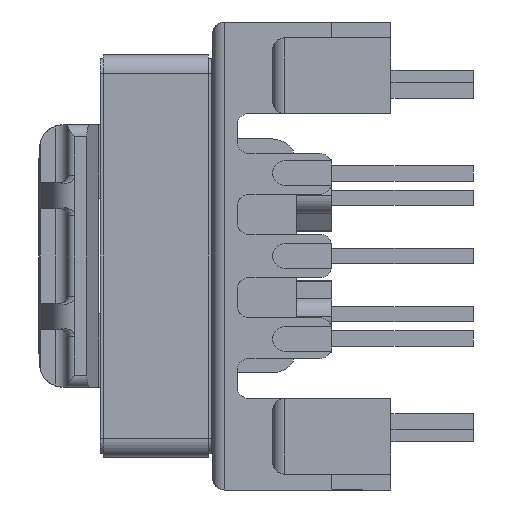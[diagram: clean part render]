
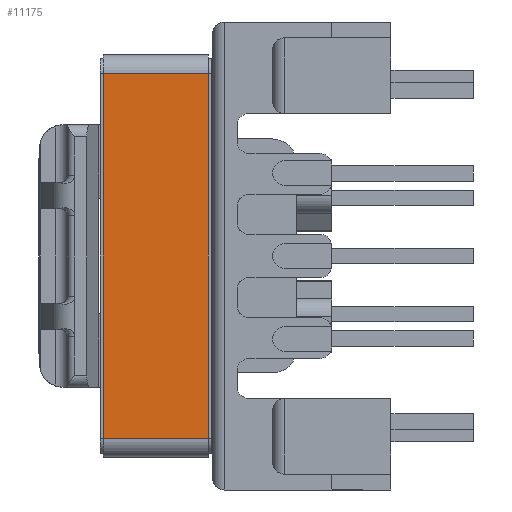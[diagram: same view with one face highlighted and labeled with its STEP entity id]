
A CAD part, left-side view. The second image highlights one B-rep face of the part: STEP entity #11175.
In plain terms, the highlighted planar face has unit normal (-1, 0, 0).
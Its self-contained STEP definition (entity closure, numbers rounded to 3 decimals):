
#59 = LINE ( 'NONE', #9435, #2626 ) ;
#732 = CARTESIAN_POINT ( 'NONE',  ( -0.16, -16.07, 0. ) ) ;
#795 = VERTEX_POINT ( 'NONE', #14174 ) ;
#1007 = DIRECTION ( 'NONE',  ( 0., -1., 0. ) ) ;
#2063 = CARTESIAN_POINT ( 'NONE',  ( -0.16, -0.64, 0. ) ) ;
#2083 = LINE ( 'NONE', #13069, #10456 ) ;
#2229 = CARTESIAN_POINT ( 'NONE',  ( -0.16, -16.07, -4.45 ) ) ;
#2626 = VECTOR ( 'NONE', #11629, 1000. ) ;
#2734 = EDGE_CURVE ( 'NONE', #9672, #13779, #59, .T. ) ;
#3301 = DIRECTION ( 'NONE',  ( 0., -1., 0. ) ) ;
#4306 = LINE ( 'NONE', #6691, #12692 ) ;
#4313 = DIRECTION ( 'NONE',  ( 0., -1., 0. ) ) ;
#4571 = ORIENTED_EDGE ( 'NONE', *, *, #2734, .T. ) ;
#5070 = VECTOR ( 'NONE', #1007, 1000. ) ;
#6461 = CARTESIAN_POINT ( 'NONE',  ( -0.16, -16.07, -4.45 ) ) ;
#6531 = PLANE ( 'NONE',  #10186 ) ;
#6650 = ORIENTED_EDGE ( 'NONE', *, *, #12406, .F. ) ;
#6691 = CARTESIAN_POINT ( 'NONE',  ( -0.16, -0.64, -4.45 ) ) ;
#7553 = CARTESIAN_POINT ( 'NONE',  ( -0.16, -16.07, -4.45 ) ) ;
#8259 = FACE_OUTER_BOUND ( 'NONE', #10385, .T. ) ;
#9409 = ORIENTED_EDGE ( 'NONE', *, *, #12867, .F. ) ;
#9435 = CARTESIAN_POINT ( 'NONE',  ( -0.16, -16.07, -4.45 ) ) ;
#9624 = VERTEX_POINT ( 'NONE', #2063 ) ;
#9672 = VERTEX_POINT ( 'NONE', #7553 ) ;
#9862 = DIRECTION ( 'NONE',  ( -1., 0., 0. ) ) ;
#10106 = EDGE_CURVE ( 'NONE', #795, #9672, #10854, .T. ) ;
#10186 = AXIS2_PLACEMENT_3D ( 'NONE', #2229, #9862, #3301 ) ;
#10385 = EDGE_LOOP ( 'NONE', ( #6650, #9409, #12771, #4571 ) ) ;
#10456 = VECTOR ( 'NONE', #4313, 1000. ) ;
#10854 = LINE ( 'NONE', #6461, #5070 ) ;
#11175 = ADVANCED_FACE ( 'NONE', ( #8259 ), #6531, .T. ) ;
#11629 = DIRECTION ( 'NONE',  ( 0., 0., 1. ) ) ;
#12139 = DIRECTION ( 'NONE',  ( 0., 0., 1. ) ) ;
#12406 = EDGE_CURVE ( 'NONE', #9624, #13779, #2083, .T. ) ;
#12692 = VECTOR ( 'NONE', #12139, 1000. ) ;
#12771 = ORIENTED_EDGE ( 'NONE', *, *, #10106, .T. ) ;
#12867 = EDGE_CURVE ( 'NONE', #795, #9624, #4306, .T. ) ;
#13069 = CARTESIAN_POINT ( 'NONE',  ( -0.16, -16.07, 0. ) ) ;
#13779 = VERTEX_POINT ( 'NONE', #732 ) ;
#14174 = CARTESIAN_POINT ( 'NONE',  ( -0.16, -0.64, -4.45 ) ) ;
